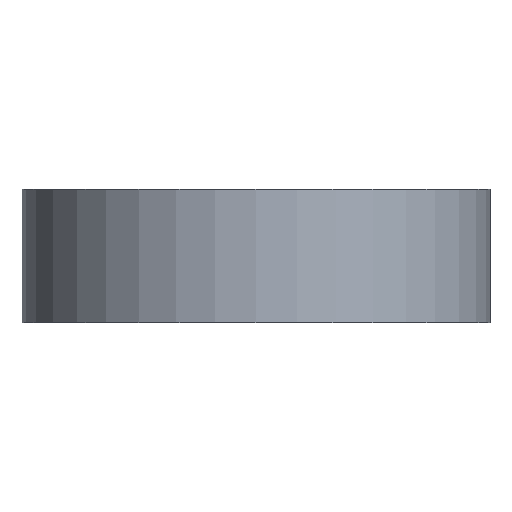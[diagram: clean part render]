
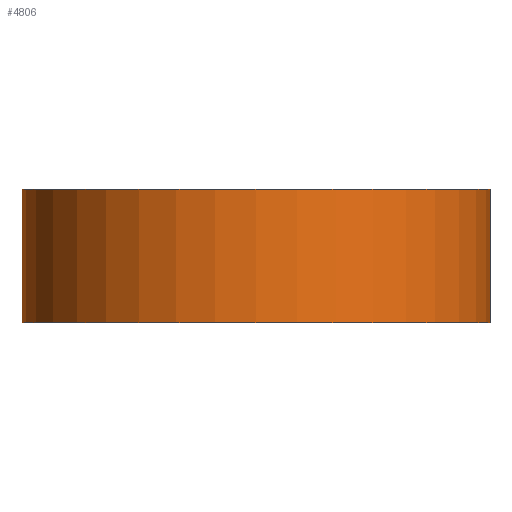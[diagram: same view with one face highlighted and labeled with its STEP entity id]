
A CAD part, front view. The second image highlights one B-rep face of the part: STEP entity #4806.
In plain terms, the highlighted cylindrical face has radius 8.75 mm (diameter 17.5 mm), a full revolution.
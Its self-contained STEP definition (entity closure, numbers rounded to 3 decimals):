
#211=CYLINDRICAL_SURFACE('',#5127,8.75);
#252=CIRCLE('',#5128,8.75);
#253=CIRCLE('',#5129,8.75);
#254=CIRCLE('',#5130,8.75);
#255=CIRCLE('',#5131,8.75);
#283=FACE_OUTER_BOUND('',#552,.T.);
#552=EDGE_LOOP('',(#3333,#3334,#3335,#3336,#3337,#3338,#3339,#3340,#3341,
#3342,#3343,#3344));
#859=LINE('',#6849,#1340);
#860=LINE('',#6863,#1341);
#1340=VECTOR('',#5419,8.75);
#1341=VECTOR('',#5420,8.75);
#1803=B_SPLINE_CURVE_WITH_KNOTS('',3,(#6605,#6606,#6607,#6608,#6609,#6610,
#6611,#6612,#6613,#6614,#6615,#6616),.UNSPECIFIED.,.F.,.F.,(4,2,2,2,2,4),
(-0.519,-0.489,-0.459,-0.398,
-0.333,-0.263),.UNSPECIFIED.);
#1805=B_SPLINE_CURVE_WITH_KNOTS('',3,(#6644,#6645,#6646,#6647,#6648,#6649,
#6650,#6651,#6652,#6653,#6654,#6655,#6656,#6657),.UNSPECIFIED.,.F.,.F.,
(4,2,2,2,2,2,4),(-0.263,-0.263,-0.192,
-0.125,-0.062,-0.031,0.),
 .UNSPECIFIED.);
#1810=B_SPLINE_CURVE_WITH_KNOTS('',3,(#6850,#6851,#6852,#6853,#6854,#6855,
#6856,#6857,#6858,#6859,#6860,#6861),.UNSPECIFIED.,.F.,.F.,(4,2,2,2,2,4),
(0.,0.041,0.083,0.149,
0.215,0.259),.UNSPECIFIED.);
#1811=B_SPLINE_CURVE_WITH_KNOTS('',3,(#6867,#6868,#6869,#6870,#6871,#6872,
#6873,#6874,#6875,#6876,#6877,#6878),.UNSPECIFIED.,.F.,.F.,(4,2,2,2,2,4),
(0.259,0.282,0.349,0.415,
0.466,0.517),.UNSPECIFIED.);
#2008=VERTEX_POINT('',#6603);
#2009=VERTEX_POINT('',#6604);
#2012=VERTEX_POINT('',#6642);
#2056=VERTEX_POINT('',#6845);
#2057=VERTEX_POINT('',#6846);
#2058=VERTEX_POINT('',#6848);
#2059=VERTEX_POINT('',#6862);
#2060=VERTEX_POINT('',#6864);
#2499=EDGE_CURVE('',#2008,#2009,#1803,.T.);
#2503=EDGE_CURVE('',#2009,#2012,#1805,.T.);
#2564=EDGE_CURVE('',#2056,#2057,#252,.T.);
#2565=EDGE_CURVE('',#2057,#2058,#859,.T.);
#2566=EDGE_CURVE('',#2058,#2008,#1810,.F.);
#2567=EDGE_CURVE('',#2009,#2059,#860,.T.);
#2568=EDGE_CURVE('',#2060,#2059,#253,.T.);
#2569=EDGE_CURVE('',#2059,#2060,#254,.T.);
#2570=EDGE_CURVE('',#2012,#2058,#1811,.F.);
#2571=EDGE_CURVE('',#2057,#2056,#255,.T.);
#3333=ORIENTED_EDGE('',*,*,#2564,.T.);
#3334=ORIENTED_EDGE('',*,*,#2565,.T.);
#3335=ORIENTED_EDGE('',*,*,#2566,.T.);
#3336=ORIENTED_EDGE('',*,*,#2499,.T.);
#3337=ORIENTED_EDGE('',*,*,#2567,.T.);
#3338=ORIENTED_EDGE('',*,*,#2568,.F.);
#3339=ORIENTED_EDGE('',*,*,#2569,.F.);
#3340=ORIENTED_EDGE('',*,*,#2567,.F.);
#3341=ORIENTED_EDGE('',*,*,#2503,.T.);
#3342=ORIENTED_EDGE('',*,*,#2570,.T.);
#3343=ORIENTED_EDGE('',*,*,#2565,.F.);
#3344=ORIENTED_EDGE('',*,*,#2571,.T.);
#4806=ADVANCED_FACE('',(#283),#211,.T.);
#5127=AXIS2_PLACEMENT_3D('',#6844,#5415,#5416);
#5128=AXIS2_PLACEMENT_3D('',#6847,#5417,#5418);
#5129=AXIS2_PLACEMENT_3D('',#6865,#5421,#5422);
#5130=AXIS2_PLACEMENT_3D('',#6866,#5423,#5424);
#5131=AXIS2_PLACEMENT_3D('',#6879,#5425,#5426);
#5415=DIRECTION('center_axis',(0.,0.,1.));
#5416=DIRECTION('ref_axis',(0.,-1.,0.));
#5417=DIRECTION('center_axis',(0.,0.,-1.));
#5418=DIRECTION('ref_axis',(0.,1.,0.));
#5419=DIRECTION('',(0.,0.,-1.));
#5420=DIRECTION('',(0.,0.,-1.));
#5421=DIRECTION('center_axis',(0.,0.,-1.));
#5422=DIRECTION('ref_axis',(0.,1.,0.));
#5423=DIRECTION('center_axis',(0.,0.,-1.));
#5424=DIRECTION('ref_axis',(0.,1.,0.));
#5425=DIRECTION('center_axis',(0.,0.,-1.));
#5426=DIRECTION('ref_axis',(0.,1.,0.));
#6603=CARTESIAN_POINT('',(-1.677,8.588,-0.002));
#6604=CARTESIAN_POINT('',(0.,8.75,-1.594));
#6605=CARTESIAN_POINT('Ctrl Pts',(-1.677,8.588,-0.002));
#6606=CARTESIAN_POINT('Ctrl Pts',(-1.677,8.588,-0.104));
#6607=CARTESIAN_POINT('Ctrl Pts',(-1.667,8.59,-0.206));
#6608=CARTESIAN_POINT('Ctrl Pts',(-1.625,8.598,-0.407));
#6609=CARTESIAN_POINT('Ctrl Pts',(-1.594,8.604,-0.505));
#6610=CARTESIAN_POINT('Ctrl Pts',(-1.471,8.626,-0.794));
#6611=CARTESIAN_POINT('Ctrl Pts',(-1.35,8.647,-0.968));
#6612=CARTESIAN_POINT('Ctrl Pts',(-1.04,8.689,-1.269));
#6613=CARTESIAN_POINT('Ctrl Pts',(-0.852,8.711,-1.389));
#6614=CARTESIAN_POINT('Ctrl Pts',(-0.422,8.743,-1.56));
#6615=CARTESIAN_POINT('Ctrl Pts',(-0.2,8.75,-1.594));
#6616=CARTESIAN_POINT('Ctrl Pts',(0.,8.75,
-1.594));
#6642=CARTESIAN_POINT('',(1.677,8.588,0.));
#6644=CARTESIAN_POINT('Ctrl Pts',(0.,8.75,
-1.594));
#6645=CARTESIAN_POINT('Ctrl Pts',(0.,8.75,
-1.594));
#6646=CARTESIAN_POINT('Ctrl Pts',(0.001,8.75,
-1.594));
#6647=CARTESIAN_POINT('Ctrl Pts',(0.205,8.75,-1.594));
#6648=CARTESIAN_POINT('Ctrl Pts',(0.427,8.742,-1.558));
#6649=CARTESIAN_POINT('Ctrl Pts',(0.855,8.711,-1.388));
#6650=CARTESIAN_POINT('Ctrl Pts',(1.043,8.689,-1.267));
#6651=CARTESIAN_POINT('Ctrl Pts',(1.352,8.646,-0.965));
#6652=CARTESIAN_POINT('Ctrl Pts',(1.473,8.625,-0.791));
#6653=CARTESIAN_POINT('Ctrl Pts',(1.596,8.603,-0.502));
#6654=CARTESIAN_POINT('Ctrl Pts',(1.626,8.597,-0.404));
#6655=CARTESIAN_POINT('Ctrl Pts',(1.667,8.59,-0.203));
#6656=CARTESIAN_POINT('Ctrl Pts',(1.677,8.588,-0.102));
#6657=CARTESIAN_POINT('Ctrl Pts',(1.677,8.588,0.));
#6844=CARTESIAN_POINT('Origin',(0.,0.,-2.5));
#6845=CARTESIAN_POINT('',(0.,-8.75,2.5));
#6846=CARTESIAN_POINT('',(0.,8.75,2.5));
#6847=CARTESIAN_POINT('Origin',(0.,0.,2.5));
#6848=CARTESIAN_POINT('',(0.,8.75,1.594));
#6849=CARTESIAN_POINT('',(0.,8.75,-2.5));
#6850=CARTESIAN_POINT('Ctrl Pts',(-1.677,8.588,-0.002));
#6851=CARTESIAN_POINT('Ctrl Pts',(-1.678,8.588,0.136));
#6852=CARTESIAN_POINT('Ctrl Pts',(-1.659,8.591,0.273));
#6853=CARTESIAN_POINT('Ctrl Pts',(-1.585,8.605,0.54));
#6854=CARTESIAN_POINT('Ctrl Pts',(-1.53,8.615,0.667));
#6855=CARTESIAN_POINT('Ctrl Pts',(-1.348,8.646,0.972));
#6856=CARTESIAN_POINT('Ctrl Pts',(-1.2,8.669,1.133));
#6857=CARTESIAN_POINT('Ctrl Pts',(-0.847,8.711,1.393));
#6858=CARTESIAN_POINT('Ctrl Pts',(-0.643,8.729,1.487));
#6859=CARTESIAN_POINT('Ctrl Pts',(-0.287,8.746,1.576));
#6860=CARTESIAN_POINT('Ctrl Pts',(-0.144,8.75,1.594));
#6861=CARTESIAN_POINT('Ctrl Pts',(0.,8.75,
1.594));
#6862=CARTESIAN_POINT('',(0.,8.75,-2.5));
#6863=CARTESIAN_POINT('',(0.,8.75,-2.5));
#6864=CARTESIAN_POINT('',(0.,-8.75,-2.5));
#6865=CARTESIAN_POINT('Origin',(0.,0.,-2.5));
#6866=CARTESIAN_POINT('Origin',(0.,0.,-2.5));
#6867=CARTESIAN_POINT('Ctrl Pts',(0.,8.75,
1.594));
#6868=CARTESIAN_POINT('Ctrl Pts',(0.079,8.75,1.594));
#6869=CARTESIAN_POINT('Ctrl Pts',(0.158,8.749,1.589));
#6870=CARTESIAN_POINT('Ctrl Pts',(0.457,8.741,1.548));
#6871=CARTESIAN_POINT('Ctrl Pts',(0.669,8.726,1.477));
#6872=CARTESIAN_POINT('Ctrl Pts',(1.052,8.689,1.259));
#6873=CARTESIAN_POINT('Ctrl Pts',(1.219,8.666,1.116));
#6874=CARTESIAN_POINT('Ctrl Pts',(1.457,8.628,0.808));
#6875=CARTESIAN_POINT('Ctrl Pts',(1.538,8.614,0.658));
#6876=CARTESIAN_POINT('Ctrl Pts',(1.649,8.593,0.337));
#6877=CARTESIAN_POINT('Ctrl Pts',(1.677,8.588,0.17));
#6878=CARTESIAN_POINT('Ctrl Pts',(1.677,8.588,0.));
#6879=CARTESIAN_POINT('Origin',(0.,0.,2.5));
